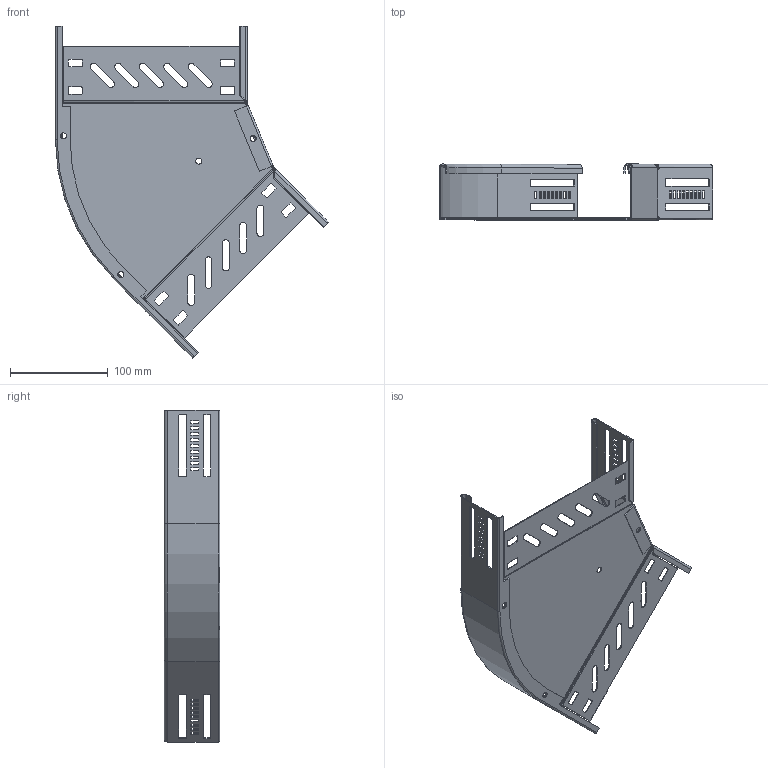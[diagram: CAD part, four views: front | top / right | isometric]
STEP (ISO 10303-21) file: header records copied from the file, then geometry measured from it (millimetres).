
FILE_DESCRIPTION (( 'STEP AP214' ), '1' );
FILE_NAME ('6036104.STEP', '2024-05-27T12:04:33', ( '' ), ( '' ), 'SwSTEP 2.0', 'SolidWorks 2022', '' );
FILE_SCHEMA (( 'AUTOMOTIVE_DESIGN' ));
Length unit declared in the file: millimetre
Products named in the file (4): 175033_200; 6036104; 167655_60*45°; 175034_200
Assembly tree (3 placements, depth 2):
  6036104
    175033_200
    175034_200
    167655_60*45°
Bounding box: 279.06 x 57 x 339.11 mm (x, y, z)
Volume: 89754.3 mm3; surface area: 188179.3 mm2
Topology: 3 solids, 3 shells, 510 faces, 1388 edges, 884 vertices
Faces by surface type: plane 346, cylinder 154, bspline 6, torus 4
Entity records: 16602 total; most frequent: CARTESIAN_POINT 3084, ORIENTED_EDGE 2776, DIRECTION 2666, EDGE_CURVE 1388, VECTOR 1066, LINE 1066, VERTEX_POINT 884, AXIS2_PLACEMENT_3D 800
